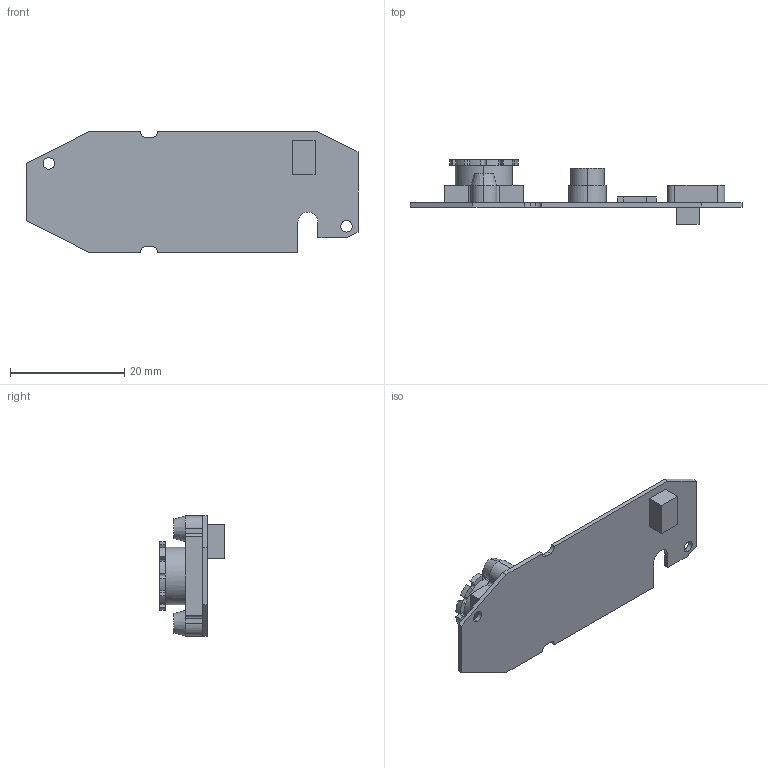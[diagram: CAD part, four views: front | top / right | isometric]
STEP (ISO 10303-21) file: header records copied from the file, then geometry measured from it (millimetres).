
FILE_DESCRIPTION (( 'STEP AP214' ), '1' );
FILE_NAME ('C270-電路.STEP', '2024-01-03T08:33:43', ( '' ), ( '' ), 'SwSTEP 2.0', 'SolidWorks 2022', '' );
FILE_SCHEMA (( 'AUTOMOTIVE_DESIGN' ));
Length unit declared in the file: millimetre
Products named in the file (1): C270-電路
Bounding box: 58 x 11.3 x 21 mm (x, y, z)
Volume: 2245.7 mm3; surface area: 3205.7 mm2
Topology: 2 solids, 2 shells, 173 faces, 449 edges, 288 vertices
Faces by surface type: plane 107, cylinder 58, cone 6, sphere 2
Entity records: 7084 total; most frequent: DIRECTION 979, CARTESIAN_POINT 911, ORIENTED_EDGE 898, EDGE_CURVE 449, AXIS2_PLACEMENT_3D 356, VERTEX_POINT 288, VECTOR 267, LINE 267
